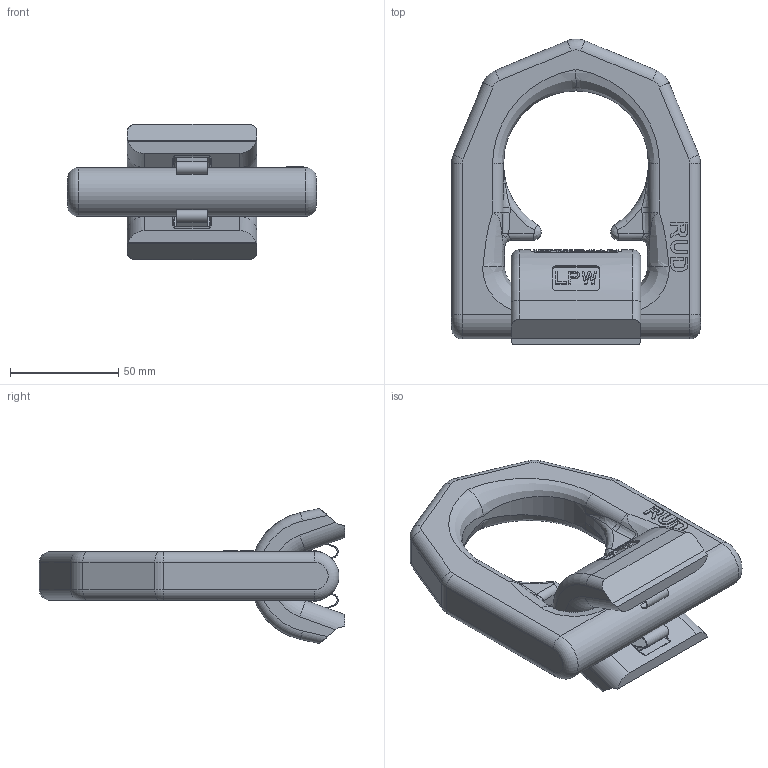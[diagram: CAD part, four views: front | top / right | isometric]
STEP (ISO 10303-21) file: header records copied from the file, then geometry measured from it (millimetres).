
FILE_DESCRIPTION((''),'2;1');
FILE_NAME('001-M31850-P6_ASM','2017-10-17T',('anja.joas'),(''),'PRO/ENGINEER BY PARAMETRIC TECHNOLOGY CORPORATION, 2011490','PRO/ENGINEER BY PARAMETRIC TECHNOLOGY CORPORATION, 2011490','');
FILE_SCHEMA(('CONFIG_CONTROL_DESIGN'));
Length unit declared in the file: millimetre
Products named in the file (4): 001-M31850-P5; 001-M34886-P1; 001-M31405-P-1; 001-M31850-P6_ASM
Assembly tree (3 placements, depth 2):
  001-M31850-P6_ASM
    001-M31850-P5
    001-M34886-P1
    001-M31405-P-1
Bounding box: 115 x 141.22 x 62.43 mm (x, y, z)
Volume: 260433.3 mm3; surface area: 49415.7 mm2
Topology: 3 solids, 3 shells, 741 faces, 2003 edges, 1298 vertices
Faces by surface type: plane 528, cylinder 125, bspline 60, torus 28
Entity records: 38993 total; most frequent: CARTESIAN_POINT 21731, ORIENTED_EDGE 4006, DIRECTION 2967, EDGE_CURVE 2003, VERTEX_POINT 1298, AXIS2_PLACEMENT_3D 1046, VECTOR 875, LINE 875
